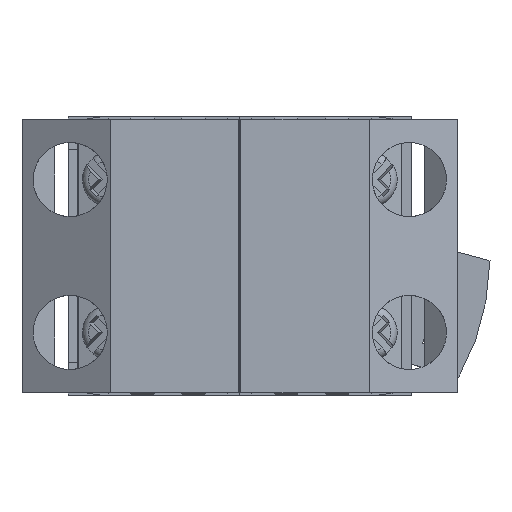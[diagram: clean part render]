
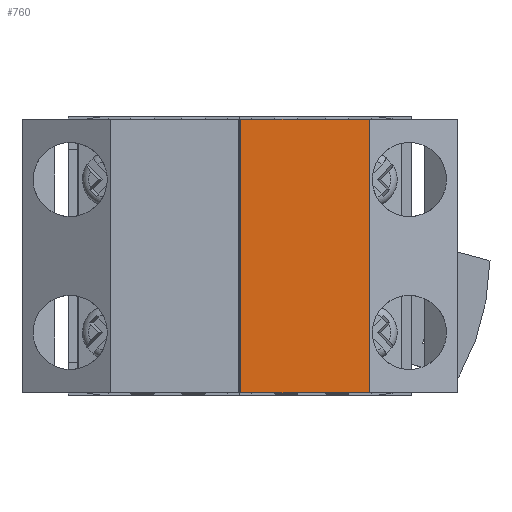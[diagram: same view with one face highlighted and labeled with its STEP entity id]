
A CAD part, front view. The second image highlights one B-rep face of the part: STEP entity #760.
In plain terms, the highlighted planar face has unit normal (0, -1, 0).
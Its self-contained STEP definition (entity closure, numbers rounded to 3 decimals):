
#760 = ADVANCED_FACE ( 'NONE', ( #21671 ), #40380, .F. ) ;
#2299 = EDGE_CURVE ( 'NONE', #28498, #23250, #6142, .T. ) ;
#5798 = CARTESIAN_POINT ( 'NONE',  ( 0., -27.5, 14.75 ) ) ;
#6142 = LINE ( 'NONE', #20183, #30524 ) ;
#14504 = DIRECTION ( 'NONE',  ( 0., 1., 0. ) ) ;
#17358 = VECTOR ( 'NONE', #22522, 1000. ) ;
#20074 = AXIS2_PLACEMENT_3D ( 'NONE', #5798, #14504, #44732 ) ;
#20183 = CARTESIAN_POINT ( 'NONE',  ( 14., -27.5, 14.75 ) ) ;
#21671 = FACE_OUTER_BOUND ( 'NONE', #30314, .T. ) ;
#22438 = ORIENTED_EDGE ( 'NONE', *, *, #53082, .F. ) ;
#22522 = DIRECTION ( 'NONE',  ( 1., 0., 0. ) ) ;
#23250 = VERTEX_POINT ( 'NONE', #36651 ) ;
#24864 = ORIENTED_EDGE ( 'NONE', *, *, #53136, .T. ) ;
#24976 = ORIENTED_EDGE ( 'NONE', *, *, #2299, .F. ) ;
#24994 = VERTEX_POINT ( 'NONE', #25651 ) ;
#25651 = CARTESIAN_POINT ( 'NONE',  ( 0.1, -27.5, -14.75 ) ) ;
#28498 = VERTEX_POINT ( 'NONE', #41815 ) ;
#30237 = LINE ( 'NONE', #44006, #17358 ) ;
#30314 = EDGE_LOOP ( 'NONE', ( #50207, #24976, #22438, #24864 ) ) ;
#30524 = VECTOR ( 'NONE', #41666, 1000. ) ;
#31221 = VERTEX_POINT ( 'NONE', #47358 ) ;
#32342 = CARTESIAN_POINT ( 'NONE',  ( 0., -27.5, -14.75 ) ) ;
#32556 = EDGE_CURVE ( 'NONE', #24994, #23250, #47826, .T. ) ;
#36374 = VECTOR ( 'NONE', #45364, 1000. ) ;
#36651 = CARTESIAN_POINT ( 'NONE',  ( 14., -27.5, -14.75 ) ) ;
#37655 = VECTOR ( 'NONE', #53045, 1000. ) ;
#40380 = PLANE ( 'NONE',  #20074 ) ;
#41666 = DIRECTION ( 'NONE',  ( 0., 0., -1. ) ) ;
#41815 = CARTESIAN_POINT ( 'NONE',  ( 14., -27.5, 14.75 ) ) ;
#44006 = CARTESIAN_POINT ( 'NONE',  ( 0., -27.5, 14.75 ) ) ;
#44384 = CARTESIAN_POINT ( 'NONE',  ( 0.1, -27.5, 14.75 ) ) ;
#44732 = DIRECTION ( 'NONE',  ( -1., 0., 0. ) ) ;
#45364 = DIRECTION ( 'NONE',  ( 1., 0., 0. ) ) ;
#47358 = CARTESIAN_POINT ( 'NONE',  ( 0.1, -27.5, 14.75 ) ) ;
#47826 = LINE ( 'NONE', #32342, #36374 ) ;
#49084 = LINE ( 'NONE', #44384, #37655 ) ;
#50207 = ORIENTED_EDGE ( 'NONE', *, *, #32556, .T. ) ;
#53045 = DIRECTION ( 'NONE',  ( 0., 0., -1. ) ) ;
#53082 = EDGE_CURVE ( 'NONE', #31221, #28498, #30237, .T. ) ;
#53136 = EDGE_CURVE ( 'NONE', #31221, #24994, #49084, .T. ) ;
